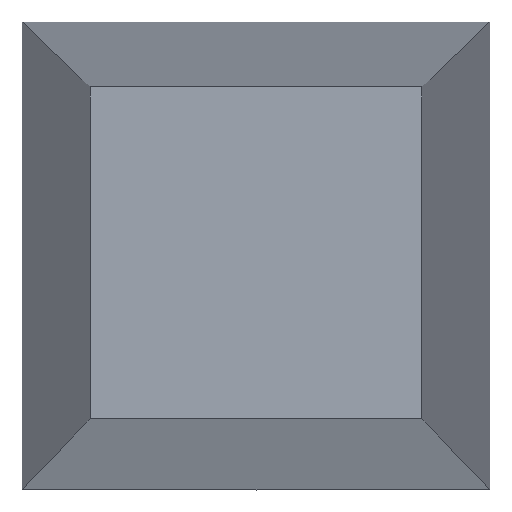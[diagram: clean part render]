
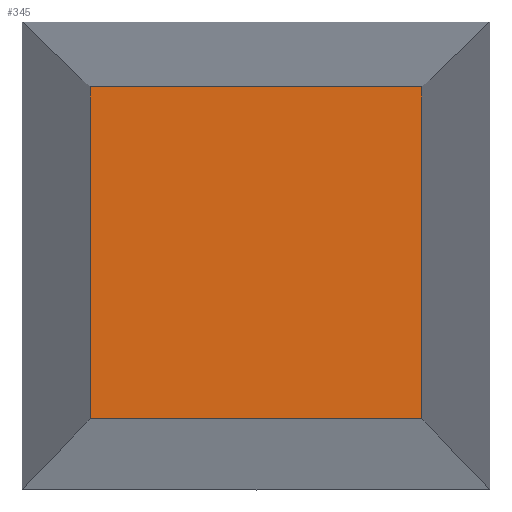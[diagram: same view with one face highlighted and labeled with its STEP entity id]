
A CAD part, top view. The second image highlights one B-rep face of the part: STEP entity #345.
In plain terms, the highlighted planar face has unit normal (0, 0, 1).
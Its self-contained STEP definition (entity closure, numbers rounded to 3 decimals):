
#32 = B_SPLINE_SURFACE_WITH_KNOTS('',1,1,(
    (#33,#34)
    ,(#35,#36
    )),.UNSPECIFIED.,.F.,.F.,.F.,(2,2),(2,2),(0.,0.021),(0.
    ,1.),.PIECEWISE_BEZIER_KNOTS.);
#33 = CARTESIAN_POINT('',(0.011,0.011,0.));
#34 = CARTESIAN_POINT('',(0.008,0.008,
    0.077));
#35 = CARTESIAN_POINT('',(-0.011,0.011,0.));
#36 = CARTESIAN_POINT('',(-0.008,0.008,
    0.077));
#85 = VERTEX_POINT('',#86);
#86 = CARTESIAN_POINT('',(-0.008,0.008,
    0.077));
#99 = B_SPLINE_SURFACE_WITH_KNOTS('',1,1,(
    (#100,#101)
    ,(#102,#103
    )),.UNSPECIFIED.,.F.,.F.,.F.,(2,2),(2,2),(0.,0.021),(0.
    ,1.),.PIECEWISE_BEZIER_KNOTS.);
#100 = CARTESIAN_POINT('',(-0.011,0.011,0.));
#101 = CARTESIAN_POINT('',(-0.008,0.008,
    0.077));
#102 = CARTESIAN_POINT('',(-0.011,-0.011,0.));
#103 = CARTESIAN_POINT('',(-0.008,-0.008,
    0.077));
#111 = EDGE_CURVE('',#112,#85,#114,.T.);
#112 = VERTEX_POINT('',#113);
#113 = CARTESIAN_POINT('',(0.008,0.008,
    0.077));
#114 = SURFACE_CURVE('',#115,(#119,#125),.PCURVE_S1.);
#115 = LINE('',#116,#117);
#116 = CARTESIAN_POINT('',(0.008,0.008,
    0.077));
#117 = VECTOR('',#118,1.);
#118 = DIRECTION('',(-1.,0.,0.));
#119 = PCURVE('',#32,#120);
#120 = DEFINITIONAL_REPRESENTATION('',(#121),#124);
#121 = B_SPLINE_CURVE_WITH_KNOTS('',1,(#122,#123),.UNSPECIFIED.,.F.,.F.,
  (2,2),(0.,0.015),.PIECEWISE_BEZIER_KNOTS.);
#122 = CARTESIAN_POINT('',(0.,1.));
#123 = CARTESIAN_POINT('',(0.021,1.));
#124 = ( GEOMETRIC_REPRESENTATION_CONTEXT(2) 
PARAMETRIC_REPRESENTATION_CONTEXT() REPRESENTATION_CONTEXT('2D SPACE',''
  ) );
#125 = PCURVE('',#126,#131);
#126 = PLANE('',#127);
#127 = AXIS2_PLACEMENT_3D('',#128,#129,#130);
#128 = CARTESIAN_POINT('',(0.008,0.008,
    0.077));
#129 = DIRECTION('',(-0.,0.,-1.));
#130 = DIRECTION('',(-0.707,-0.707,0.));
#131 = DEFINITIONAL_REPRESENTATION('',(#132),#136);
#132 = LINE('',#133,#134);
#133 = CARTESIAN_POINT('',(0.,0.));
#134 = VECTOR('',#135,1.);
#135 = DIRECTION('',(0.707,0.707));
#136 = ( GEOMETRIC_REPRESENTATION_CONTEXT(2) 
PARAMETRIC_REPRESENTATION_CONTEXT() REPRESENTATION_CONTEXT('2D SPACE',''
  ) );
#151 = B_SPLINE_SURFACE_WITH_KNOTS('',1,1,(
    (#152,#153)
    ,(#154,#155
    )),.UNSPECIFIED.,.F.,.F.,.F.,(2,2),(2,2),(0.,0.021),(0.
    ,1.),.PIECEWISE_BEZIER_KNOTS.);
#152 = CARTESIAN_POINT('',(0.011,-0.011,0.));
#153 = CARTESIAN_POINT('',(0.008,-0.008,
    0.077));
#154 = CARTESIAN_POINT('',(0.011,0.011,0.));
#155 = CARTESIAN_POINT('',(0.008,0.008,
    0.077));
#299 = VERTEX_POINT('',#300);
#300 = CARTESIAN_POINT('',(-0.008,-0.008,
    0.077));
#313 = B_SPLINE_SURFACE_WITH_KNOTS('',1,1,(
    (#314,#315)
    ,(#316,#317
    )),.UNSPECIFIED.,.F.,.F.,.F.,(2,2),(2,2),(0.,0.021),(0.
    ,1.),.PIECEWISE_BEZIER_KNOTS.);
#314 = CARTESIAN_POINT('',(-0.011,-0.011,0.));
#315 = CARTESIAN_POINT('',(-0.008,-0.008,
    0.077));
#316 = CARTESIAN_POINT('',(0.011,-0.011,0.));
#317 = CARTESIAN_POINT('',(0.008,-0.008,
    0.077));
#325 = EDGE_CURVE('',#85,#299,#326,.T.);
#326 = SURFACE_CURVE('',#327,(#331,#337),.PCURVE_S1.);
#327 = LINE('',#328,#329);
#328 = CARTESIAN_POINT('',(-0.008,0.008,
    0.077));
#329 = VECTOR('',#330,1.);
#330 = DIRECTION('',(0.,-1.,0.));
#331 = PCURVE('',#99,#332);
#332 = DEFINITIONAL_REPRESENTATION('',(#333),#336);
#333 = B_SPLINE_CURVE_WITH_KNOTS('',1,(#334,#335),.UNSPECIFIED.,.F.,.F.,
  (2,2),(0.,0.015),.PIECEWISE_BEZIER_KNOTS.);
#334 = CARTESIAN_POINT('',(0.,1.));
#335 = CARTESIAN_POINT('',(0.021,1.));
#336 = ( GEOMETRIC_REPRESENTATION_CONTEXT(2) 
PARAMETRIC_REPRESENTATION_CONTEXT() REPRESENTATION_CONTEXT('2D SPACE',''
  ) );
#337 = PCURVE('',#126,#338);
#338 = DEFINITIONAL_REPRESENTATION('',(#339),#343);
#339 = LINE('',#340,#341);
#340 = CARTESIAN_POINT('',(0.011,0.011));
#341 = VECTOR('',#342,1.);
#342 = DIRECTION('',(0.707,-0.707));
#343 = ( GEOMETRIC_REPRESENTATION_CONTEXT(2) 
PARAMETRIC_REPRESENTATION_CONTEXT() REPRESENTATION_CONTEXT('2D SPACE',''
  ) );
#345 = ADVANCED_FACE('',(#346),#126,.F.);
#346 = FACE_BOUND('',#347,.T.);
#347 = EDGE_LOOP('',(#348,#349,#350,#372));
#348 = ORIENTED_EDGE('',*,*,#111,.T.);
#349 = ORIENTED_EDGE('',*,*,#325,.T.);
#350 = ORIENTED_EDGE('',*,*,#351,.T.);
#351 = EDGE_CURVE('',#299,#352,#354,.T.);
#352 = VERTEX_POINT('',#353);
#353 = CARTESIAN_POINT('',(0.008,-0.008,
    0.077));
#354 = SURFACE_CURVE('',#355,(#359,#366),.PCURVE_S1.);
#355 = LINE('',#356,#357);
#356 = CARTESIAN_POINT('',(-0.008,-0.008,
    0.077));
#357 = VECTOR('',#358,1.);
#358 = DIRECTION('',(1.,0.,0.));
#359 = PCURVE('',#126,#360);
#360 = DEFINITIONAL_REPRESENTATION('',(#361),#365);
#361 = LINE('',#362,#363);
#362 = CARTESIAN_POINT('',(0.021,0.));
#363 = VECTOR('',#364,1.);
#364 = DIRECTION('',(-0.707,-0.707));
#365 = ( GEOMETRIC_REPRESENTATION_CONTEXT(2) 
PARAMETRIC_REPRESENTATION_CONTEXT() REPRESENTATION_CONTEXT('2D SPACE',''
  ) );
#366 = PCURVE('',#313,#367);
#367 = DEFINITIONAL_REPRESENTATION('',(#368),#371);
#368 = B_SPLINE_CURVE_WITH_KNOTS('',1,(#369,#370),.UNSPECIFIED.,.F.,.F.,
  (2,2),(0.,0.015),.PIECEWISE_BEZIER_KNOTS.);
#369 = CARTESIAN_POINT('',(0.,1.));
#370 = CARTESIAN_POINT('',(0.021,1.));
#371 = ( GEOMETRIC_REPRESENTATION_CONTEXT(2) 
PARAMETRIC_REPRESENTATION_CONTEXT() REPRESENTATION_CONTEXT('2D SPACE',''
  ) );
#372 = ORIENTED_EDGE('',*,*,#373,.T.);
#373 = EDGE_CURVE('',#352,#112,#374,.T.);
#374 = SURFACE_CURVE('',#375,(#379,#386),.PCURVE_S1.);
#375 = LINE('',#376,#377);
#376 = CARTESIAN_POINT('',(0.008,-0.008,
    0.077));
#377 = VECTOR('',#378,1.);
#378 = DIRECTION('',(0.,1.,0.));
#379 = PCURVE('',#126,#380);
#380 = DEFINITIONAL_REPRESENTATION('',(#381),#385);
#381 = LINE('',#382,#383);
#382 = CARTESIAN_POINT('',(0.011,-0.011));
#383 = VECTOR('',#384,1.);
#384 = DIRECTION('',(-0.707,0.707));
#385 = ( GEOMETRIC_REPRESENTATION_CONTEXT(2) 
PARAMETRIC_REPRESENTATION_CONTEXT() REPRESENTATION_CONTEXT('2D SPACE',''
  ) );
#386 = PCURVE('',#151,#387);
#387 = DEFINITIONAL_REPRESENTATION('',(#388),#391);
#388 = B_SPLINE_CURVE_WITH_KNOTS('',1,(#389,#390),.UNSPECIFIED.,.F.,.F.,
  (2,2),(0.,0.015),.PIECEWISE_BEZIER_KNOTS.);
#389 = CARTESIAN_POINT('',(0.,1.));
#390 = CARTESIAN_POINT('',(0.021,1.));
#391 = ( GEOMETRIC_REPRESENTATION_CONTEXT(2) 
PARAMETRIC_REPRESENTATION_CONTEXT() REPRESENTATION_CONTEXT('2D SPACE',''
  ) );
